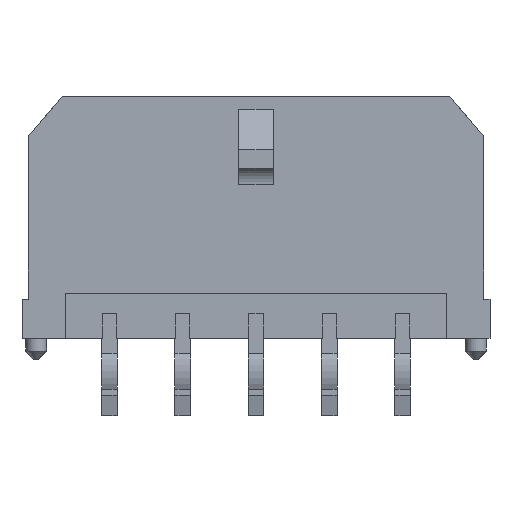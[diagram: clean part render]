
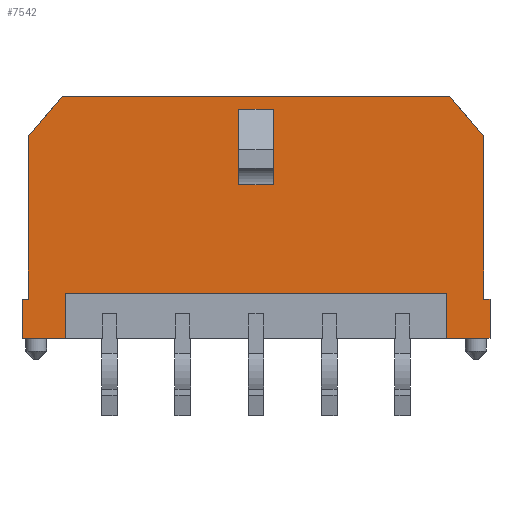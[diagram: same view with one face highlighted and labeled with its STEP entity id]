
A CAD part, front view. The second image highlights one B-rep face of the part: STEP entity #7542.
In plain terms, the highlighted planar face has unit normal (0, -1, 0).
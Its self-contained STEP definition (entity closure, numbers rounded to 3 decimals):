
#56 = VERTEX_POINT('',#57);
#57 = CARTESIAN_POINT('',(15.325,-4.9,1.6));
#63 = EDGE_CURVE('',#56,#64,#66,.T.);
#64 = VERTEX_POINT('',#65);
#65 = CARTESIAN_POINT('',(15.325,-4.9,8.26));
#66 = LINE('',#67,#68);
#67 = CARTESIAN_POINT('',(15.325,-4.9,1.6));
#68 = VECTOR('',#69,1.);
#69 = DIRECTION('',(0.,0.,1.));
#365 = VERTEX_POINT('',#366);
#366 = CARTESIAN_POINT('',(-1.925,-4.9,9.91));
#372 = EDGE_CURVE('',#373,#365,#375,.T.);
#373 = VERTEX_POINT('',#374);
#374 = CARTESIAN_POINT('',(-3.325,-4.9,8.26));
#375 = LINE('',#376,#377);
#376 = CARTESIAN_POINT('',(-3.325,-4.9,8.26));
#377 = VECTOR('',#378,1.);
#378 = DIRECTION('',(0.647,0.,0.763)
  );
#614 = EDGE_CURVE('',#615,#373,#617,.T.);
#615 = VERTEX_POINT('',#616);
#616 = CARTESIAN_POINT('',(-3.325,-4.9,1.6));
#617 = LINE('',#618,#619);
#618 = CARTESIAN_POINT('',(-3.325,-4.9,1.6));
#619 = VECTOR('',#620,1.);
#620 = DIRECTION('',(0.,0.,1.));
#884 = VERTEX_POINT('',#885);
#885 = CARTESIAN_POINT('',(13.925,-4.9,9.91));
#891 = EDGE_CURVE('',#884,#365,#892,.T.);
#892 = LINE('',#893,#894);
#893 = CARTESIAN_POINT('',(13.925,-4.9,9.91));
#894 = VECTOR('',#895,1.);
#895 = DIRECTION('',(-1.,0.,0.));
#6551 = VERTEX_POINT('',#6552);
#6552 = CARTESIAN_POINT('',(-3.575,-4.9,0.));
#6558 = EDGE_CURVE('',#6551,#6559,#6561,.T.);
#6559 = VERTEX_POINT('',#6560);
#6560 = CARTESIAN_POINT('',(-1.805,-4.9,0.));
#6561 = LINE('',#6562,#6563);
#6562 = CARTESIAN_POINT('',(-3.575,-4.9,0.));
#6563 = VECTOR('',#6564,1.);
#6564 = DIRECTION('',(1.,0.,0.));
#6772 = VERTEX_POINT('',#6773);
#6773 = CARTESIAN_POINT('',(13.805,-4.9,0.));
#6779 = EDGE_CURVE('',#6772,#6780,#6782,.T.);
#6780 = VERTEX_POINT('',#6781);
#6781 = CARTESIAN_POINT('',(15.575,-4.9,0.));
#6782 = LINE('',#6783,#6784);
#6783 = CARTESIAN_POINT('',(13.805,-4.9,0.));
#6784 = VECTOR('',#6785,1.);
#6785 = DIRECTION('',(1.,0.,0.));
#7045 = VERTEX_POINT('',#7046);
#7046 = CARTESIAN_POINT('',(-3.575,-4.9,1.6));
#7052 = EDGE_CURVE('',#6551,#7045,#7053,.T.);
#7053 = LINE('',#7054,#7055);
#7054 = CARTESIAN_POINT('',(-3.575,-4.9,0.));
#7055 = VECTOR('',#7056,1.);
#7056 = DIRECTION('',(0.,0.,1.));
#7467 = EDGE_CURVE('',#615,#7045,#7468,.T.);
#7468 = LINE('',#7469,#7470);
#7469 = CARTESIAN_POINT('',(-3.325,-4.9,1.6));
#7470 = VECTOR('',#7471,1.);
#7471 = DIRECTION('',(-1.,0.,0.));
#7505 = VERTEX_POINT('',#7506);
#7506 = CARTESIAN_POINT('',(15.575,-4.9,1.6));
#7512 = EDGE_CURVE('',#56,#7505,#7513,.T.);
#7513 = LINE('',#7514,#7515);
#7514 = CARTESIAN_POINT('',(15.325,-4.9,1.6));
#7515 = VECTOR('',#7516,1.);
#7516 = DIRECTION('',(1.,0.,0.));
#7542 = ADVANCED_FACE('',(#7543,#7588),#7622,.T.);
#7543 = FACE_BOUND('',#7544,.F.);
#7544 = EDGE_LOOP('',(#7545,#7553,#7561,#7567,#7568,#7569,#7570,#7571,
    #7572,#7573,#7579,#7580,#7581,#7587));
#7545 = ORIENTED_EDGE('',*,*,#7546,.T.);
#7546 = EDGE_CURVE('',#6772,#7547,#7549,.T.);
#7547 = VERTEX_POINT('',#7548);
#7548 = CARTESIAN_POINT('',(13.805,-4.9,1.85));
#7549 = LINE('',#7550,#7551);
#7550 = CARTESIAN_POINT('',(13.805,-4.9,0.));
#7551 = VECTOR('',#7552,1.);
#7552 = DIRECTION('',(0.,0.,1.));
#7553 = ORIENTED_EDGE('',*,*,#7554,.T.);
#7554 = EDGE_CURVE('',#7547,#7555,#7557,.T.);
#7555 = VERTEX_POINT('',#7556);
#7556 = CARTESIAN_POINT('',(-1.805,-4.9,1.85));
#7557 = LINE('',#7558,#7559);
#7558 = CARTESIAN_POINT('',(13.805,-4.9,1.85));
#7559 = VECTOR('',#7560,1.);
#7560 = DIRECTION('',(-1.,0.,0.));
#7561 = ORIENTED_EDGE('',*,*,#7562,.F.);
#7562 = EDGE_CURVE('',#6559,#7555,#7563,.T.);
#7563 = LINE('',#7564,#7565);
#7564 = CARTESIAN_POINT('',(-1.805,-4.9,0.));
#7565 = VECTOR('',#7566,1.);
#7566 = DIRECTION('',(0.,0.,1.));
#7567 = ORIENTED_EDGE('',*,*,#6558,.F.);
#7568 = ORIENTED_EDGE('',*,*,#7052,.T.);
#7569 = ORIENTED_EDGE('',*,*,#7467,.F.);
#7570 = ORIENTED_EDGE('',*,*,#614,.T.);
#7571 = ORIENTED_EDGE('',*,*,#372,.T.);
#7572 = ORIENTED_EDGE('',*,*,#891,.F.);
#7573 = ORIENTED_EDGE('',*,*,#7574,.T.);
#7574 = EDGE_CURVE('',#884,#64,#7575,.T.);
#7575 = LINE('',#7576,#7577);
#7576 = CARTESIAN_POINT('',(13.925,-4.9,9.91));
#7577 = VECTOR('',#7578,1.);
#7578 = DIRECTION('',(0.647,0.,-0.763
    ));
#7579 = ORIENTED_EDGE('',*,*,#63,.F.);
#7580 = ORIENTED_EDGE('',*,*,#7512,.T.);
#7581 = ORIENTED_EDGE('',*,*,#7582,.T.);
#7582 = EDGE_CURVE('',#7505,#6780,#7583,.T.);
#7583 = LINE('',#7584,#7585);
#7584 = CARTESIAN_POINT('',(15.575,-4.9,1.6));
#7585 = VECTOR('',#7586,1.);
#7586 = DIRECTION('',(-0.,0.,-1.));
#7587 = ORIENTED_EDGE('',*,*,#6779,.F.);
#7588 = FACE_BOUND('',#7589,.F.);
#7589 = EDGE_LOOP('',(#7590,#7600,#7608,#7616));
#7590 = ORIENTED_EDGE('',*,*,#7591,.F.);
#7591 = EDGE_CURVE('',#7592,#7594,#7596,.T.);
#7592 = VERTEX_POINT('',#7593);
#7593 = CARTESIAN_POINT('',(6.7,-4.9,9.37));
#7594 = VERTEX_POINT('',#7595);
#7595 = CARTESIAN_POINT('',(6.7,-4.9,6.284));
#7596 = LINE('',#7597,#7598);
#7597 = CARTESIAN_POINT('',(6.7,-4.9,9.37));
#7598 = VECTOR('',#7599,1.);
#7599 = DIRECTION('',(-0.,0.,-1.));
#7600 = ORIENTED_EDGE('',*,*,#7601,.T.);
#7601 = EDGE_CURVE('',#7592,#7602,#7604,.T.);
#7602 = VERTEX_POINT('',#7603);
#7603 = CARTESIAN_POINT('',(5.3,-4.9,9.37));
#7604 = LINE('',#7605,#7606);
#7605 = CARTESIAN_POINT('',(6.7,-4.9,9.37));
#7606 = VECTOR('',#7607,1.);
#7607 = DIRECTION('',(-1.,0.,0.));
#7608 = ORIENTED_EDGE('',*,*,#7609,.T.);
#7609 = EDGE_CURVE('',#7602,#7610,#7612,.T.);
#7610 = VERTEX_POINT('',#7611);
#7611 = CARTESIAN_POINT('',(5.3,-4.9,6.284));
#7612 = LINE('',#7613,#7614);
#7613 = CARTESIAN_POINT('',(5.3,-4.9,9.37));
#7614 = VECTOR('',#7615,1.);
#7615 = DIRECTION('',(-0.,0.,-1.));
#7616 = ORIENTED_EDGE('',*,*,#7617,.F.);
#7617 = EDGE_CURVE('',#7594,#7610,#7618,.T.);
#7618 = LINE('',#7619,#7620);
#7619 = CARTESIAN_POINT('',(6.7,-4.9,6.284));
#7620 = VECTOR('',#7621,1.);
#7621 = DIRECTION('',(-1.,0.,0.));
#7622 = PLANE('',#7623);
#7623 = AXIS2_PLACEMENT_3D('',#7624,#7625,#7626);
#7624 = CARTESIAN_POINT('',(15.325,-4.9,0.));
#7625 = DIRECTION('',(0.,-1.,0.));
#7626 = DIRECTION('',(0.,0.,1.));
